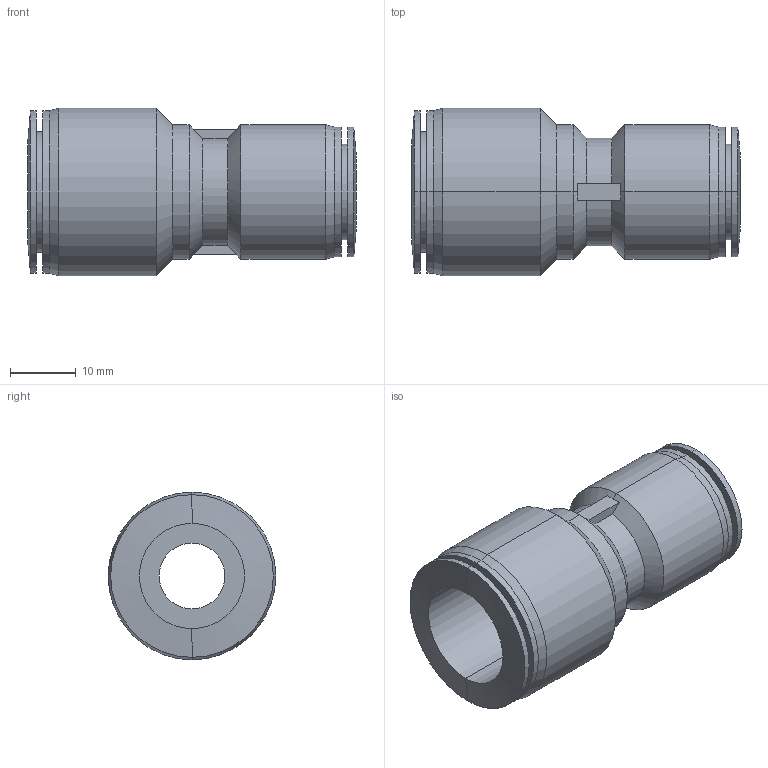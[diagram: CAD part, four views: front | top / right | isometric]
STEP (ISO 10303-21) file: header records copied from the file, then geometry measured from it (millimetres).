
FILE_DESCRIPTION (( 'STEP AP203' ), '1' );
FILE_NAME ('UR16M-12M.step', '2016-02-15T20:19:50', ( '' ), ( '' ), 'SwSTEP 2.0', 'SolidWorks 2015', '' );
FILE_SCHEMA (( 'CONFIG_CONTROL_DESIGN' ));
Length unit declared in the file: millimetre
Products named in the file (1): UR16M-12M
Bounding box: 49.9 x 25.5 x 25.5 mm (x, y, z)
Volume: 11213.9 mm3; surface area: 7074.5 mm2
Topology: 1 solids, 1 shells, 52 faces, 114 edges, 68 vertices
Faces by surface type: cylinder 26, cone 14, plane 12
Entity records: 1515 total; most frequent: CARTESIAN_POINT 283, DIRECTION 256, ORIENTED_EDGE 228, EDGE_CURVE 114, AXIS2_PLACEMENT_3D 105, VERTEX_POINT 68, EDGE_LOOP 58, ADVANCED_FACE 52
